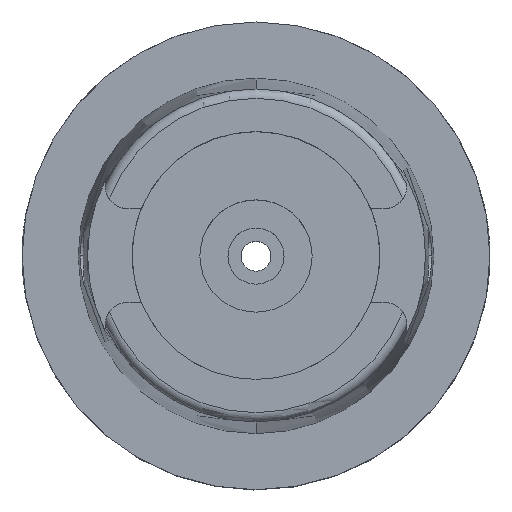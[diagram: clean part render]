
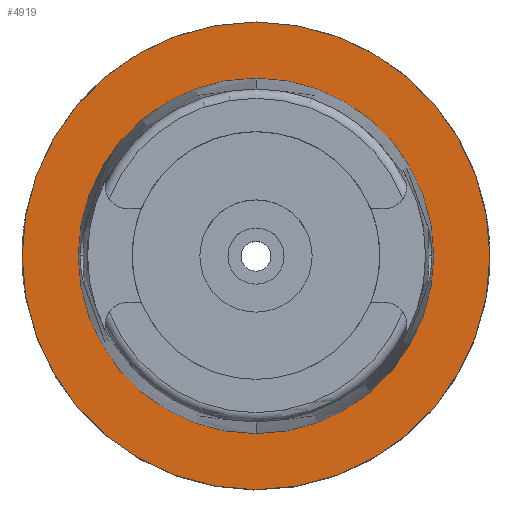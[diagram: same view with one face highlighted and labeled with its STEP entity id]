
A CAD part, top view. The second image highlights one B-rep face of the part: STEP entity #4919.
In plain terms, the highlighted planar face has unit normal (0, 0, 1).
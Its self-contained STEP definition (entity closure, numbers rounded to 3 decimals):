
#114 = FACE_BOUND ( 'NONE', #4294, .T. ) ;
#138 = CIRCLE ( 'NONE', #2741, 38. ) ;
#539 = CARTESIAN_POINT ( 'NONE',  ( 0., 0., 0. ) ) ;
#598 = ORIENTED_EDGE ( 'NONE', *, *, #1079, .F. ) ;
#874 = CARTESIAN_POINT ( 'NONE',  ( 0., -50., 0. ) ) ;
#967 = DIRECTION ( 'NONE',  ( 0., 0., 1. ) ) ;
#1079 = EDGE_CURVE ( 'NONE', #2411, #2431, #1128, .T. ) ;
#1128 = CIRCLE ( 'NONE', #5294, 50. ) ;
#1189 = EDGE_LOOP ( 'NONE', ( #4875, #598 ) ) ;
#1257 = EDGE_CURVE ( 'NONE', #2420, #1763, #2755, .T. ) ;
#1624 = CARTESIAN_POINT ( 'NONE',  ( 0., 0., 0. ) ) ;
#1763 = VERTEX_POINT ( 'NONE', #4143 ) ;
#1933 = AXIS2_PLACEMENT_3D ( 'NONE', #4955, #5365, #3283 ) ;
#1968 = CARTESIAN_POINT ( 'NONE',  ( 0., 0., 0. ) ) ;
#2078 = DIRECTION ( 'NONE',  ( 0., -1., 0. ) ) ;
#2409 = CARTESIAN_POINT ( 'NONE',  ( 0., 0., 0. ) ) ;
#2411 = VERTEX_POINT ( 'NONE', #874 ) ;
#2420 = VERTEX_POINT ( 'NONE', #5030 ) ;
#2431 = VERTEX_POINT ( 'NONE', #3891 ) ;
#2521 = DIRECTION ( 'NONE',  ( 0., 0., 1. ) ) ;
#2741 = AXIS2_PLACEMENT_3D ( 'NONE', #1624, #3426, #2078 ) ;
#2755 = CIRCLE ( 'NONE', #5297, 38. ) ;
#2794 = DIRECTION ( 'NONE',  ( 0., -1., 0. ) ) ;
#3003 = DIRECTION ( 'NONE',  ( 0., 1., 0. ) ) ;
#3020 = DIRECTION ( 'NONE',  ( 1., 0., 0. ) ) ;
#3176 = ORIENTED_EDGE ( 'NONE', *, *, #4291, .F. ) ;
#3283 = DIRECTION ( 'NONE',  ( 0., 1., 0. ) ) ;
#3426 = DIRECTION ( 'NONE',  ( 0., 0., 1. ) ) ;
#3534 = EDGE_CURVE ( 'NONE', #2431, #2411, #3913, .T. ) ;
#3782 = ORIENTED_EDGE ( 'NONE', *, *, #1257, .F. ) ;
#3891 = CARTESIAN_POINT ( 'NONE',  ( 0., 50., 0. ) ) ;
#3913 = CIRCLE ( 'NONE', #1933, 50. ) ;
#4143 = CARTESIAN_POINT ( 'NONE',  ( 0., -38., 0. ) ) ;
#4149 = DIRECTION ( 'NONE',  ( 0., 0., -1. ) ) ;
#4185 = AXIS2_PLACEMENT_3D ( 'NONE', #539, #967, #3020 ) ;
#4291 = EDGE_CURVE ( 'NONE', #1763, #2420, #138, .T. ) ;
#4294 = EDGE_LOOP ( 'NONE', ( #3782, #3176 ) ) ;
#4828 = PLANE ( 'NONE',  #4185 ) ;
#4875 = ORIENTED_EDGE ( 'NONE', *, *, #3534, .F. ) ;
#4919 = ADVANCED_FACE ( 'NONE', ( #5484, #114 ), #4828, .T. ) ;
#4955 = CARTESIAN_POINT ( 'NONE',  ( 0., 0., 0. ) ) ;
#5030 = CARTESIAN_POINT ( 'NONE',  ( 0., 38., 0. ) ) ;
#5294 = AXIS2_PLACEMENT_3D ( 'NONE', #2409, #4149, #2794 ) ;
#5297 = AXIS2_PLACEMENT_3D ( 'NONE', #1968, #2521, #3003 ) ;
#5365 = DIRECTION ( 'NONE',  ( 0., 0., -1. ) ) ;
#5484 = FACE_OUTER_BOUND ( 'NONE', #1189, .T. ) ;
